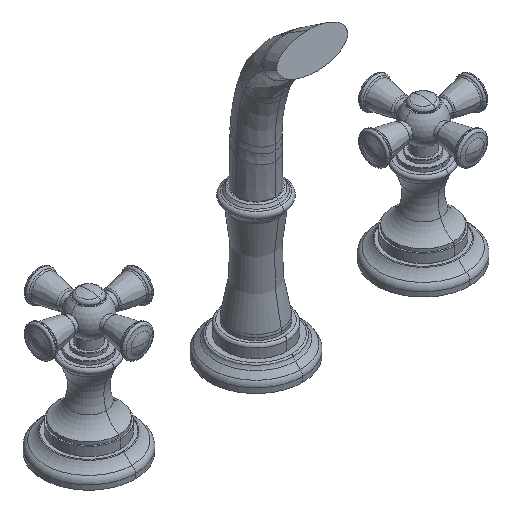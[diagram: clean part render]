
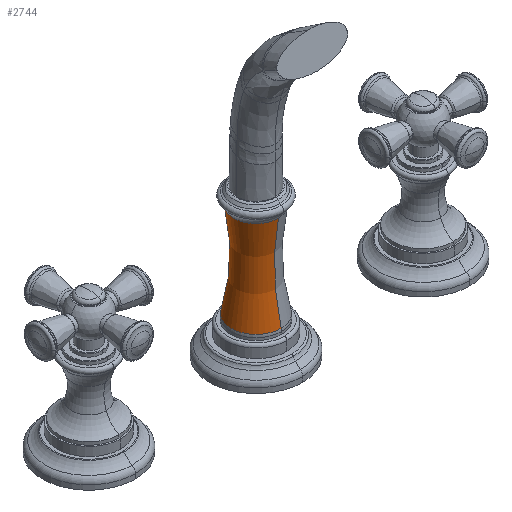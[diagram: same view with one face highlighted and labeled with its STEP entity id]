
A CAD part, isometric view. The second image highlights one B-rep face of the part: STEP entity #2744.
In plain terms, the highlighted toroidal (fillet/blend) face has major radius 137.998 mm and minor radius 127 mm.
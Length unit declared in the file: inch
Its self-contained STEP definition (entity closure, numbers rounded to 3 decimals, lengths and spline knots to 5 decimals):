
#693=CARTESIAN_POINT('',(0.,-5.433,2.10145));
#694=DIRECTION('',(1.,0.,0.));
#695=DIRECTION('',(0.,0.968,-0.25));
#696=AXIS2_PLACEMENT_3D('',#693,#694,#695);
#709=CARTESIAN_POINT('',(0.,5.433,2.10145));
#710=DIRECTION('',(-1.,0.,0.));
#711=DIRECTION('',(0.,-0.968,-0.25));
#712=AXIS2_PLACEMENT_3D('',#709,#710,#711);
#733=CARTESIAN_POINT('',(0.,0.,0.8492));
#734=DIRECTION('',(0.,0.,1.));
#735=DIRECTION('',(0.,1.,0.));
#736=AXIS2_PLACEMENT_3D('',#733,#734,#735);
#741=CARTESIAN_POINT('',(0.,0.,3.0631));
#742=DIRECTION('',(0.,0.,-1.));
#743=DIRECTION('',(0.,-1.,0.));
#744=AXIS2_PLACEMENT_3D('',#741,#742,#743);
#1594=CARTESIAN_POINT('',(0.,-0.59235,0.8492));
#1595=CARTESIAN_POINT('',(0.,0.59235,0.8492));
#1596=VERTEX_POINT('',#1594);
#1597=VERTEX_POINT('',#1595);
#1602=CARTESIAN_POINT('',(0.,-0.52635,3.0631));
#1603=VERTEX_POINT('',#1602);
#1604=CARTESIAN_POINT('',(0.,0.52635,3.0631));
#1605=VERTEX_POINT('',#1604);
#2733=CARTESIAN_POINT('',(0.,0.,2.10145));
#2734=DIRECTION('',(0.,0.,-1.));
#2735=DIRECTION('',(0.,1.,0.));
#2736=AXIS2_PLACEMENT_3D('',#2733,#2734,#2735);
#2737=TOROIDAL_SURFACE('',#2736,5.433,5.);
#2738=ORIENTED_EDGE('',*,*,#2717,.F.);
#2739=ORIENTED_EDGE('',*,*,#2678,.T.);
#2740=ORIENTED_EDGE('',*,*,#2634,.F.);
#2741=ORIENTED_EDGE('',*,*,#2675,.F.);
#2742=EDGE_LOOP('',(#2738,#2739,#2740,#2741));
#2743=FACE_OUTER_BOUND('',#2742,.F.);
#697=CIRCLE('',#696,5.);
#713=CIRCLE('',#712,5.);
#737=CIRCLE('',#736,0.59235);
#745=CIRCLE('',#744,0.52635);
#2634=EDGE_CURVE('',#1603,#1605,#745,.T.);
#2675=EDGE_CURVE('',#1596,#1603,#697,.T.);
#2678=EDGE_CURVE('',#1597,#1605,#713,.T.);
#2717=EDGE_CURVE('',#1597,#1596,#737,.T.);
#2744=ADVANCED_FACE('',(#2743),#2737,.F.);
